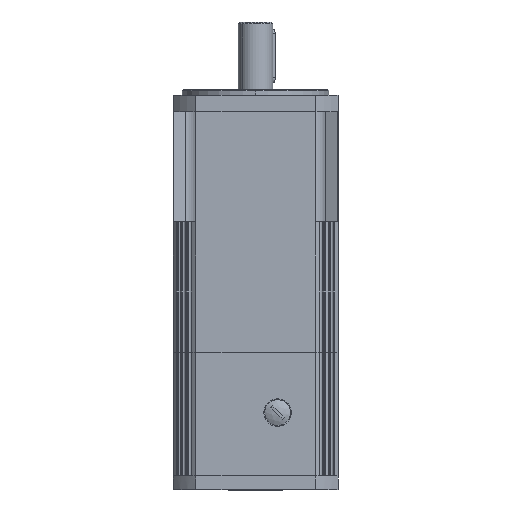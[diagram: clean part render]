
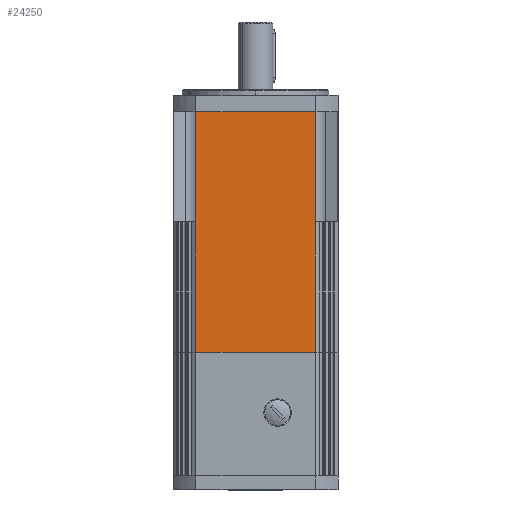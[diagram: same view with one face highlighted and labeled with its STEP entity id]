
A CAD part, front view. The second image highlights one B-rep face of the part: STEP entity #24250.
In plain terms, the highlighted planar face has unit normal (0, -1, 0).
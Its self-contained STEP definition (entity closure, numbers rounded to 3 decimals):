
#24211=CARTESIAN_POINT('',(32.485,-45.0,0.0));
#24212=DIRECTION('',(0.0,-1.0,0.0));
#24213=DIRECTION('',(0.0,0.0,-1.0));
#24214=AXIS2_PLACEMENT_3D('',#24211,#24212,#24213);
#24215=PLANE('',#24214);
#24216=CARTESIAN_POINT('',(32.485,-45.0,131.0));
#24217=VERTEX_POINT('',#24216);
#24218=CARTESIAN_POINT('',(-32.485,-45.0,131.0));
#24219=VERTEX_POINT('',#24218);
#24220=CARTESIAN_POINT('',(32.485,-45.0,131.0));
#24221=DIRECTION('',(-1.0,0.0,0.0));
#24222=VECTOR('',#24221,64.969);
#24223=LINE('',#24220,#24222);
#24224=EDGE_CURVE('',#24217,#24219,#24223,.T.);
#24225=ORIENTED_EDGE('',*,*,#24224,.T.);
#24226=CARTESIAN_POINT('',(-32.485,-45.0,0.0));
#24227=VERTEX_POINT('',#24226);
#24228=CARTESIAN_POINT('',(-32.485,-45.0,0.0));
#24229=DIRECTION('',(0.0,0.0,1.0));
#24230=VECTOR('',#24229,131.0);
#24231=LINE('',#24228,#24230);
#24232=EDGE_CURVE('',#24227,#24219,#24231,.T.);
#24233=ORIENTED_EDGE('',*,*,#24232,.F.);
#24234=CARTESIAN_POINT('',(32.485,-45.0,0.0));
#24235=VERTEX_POINT('',#24234);
#24236=CARTESIAN_POINT('',(-32.485,-45.0,0.0));
#24237=DIRECTION('',(1.0,0.0,0.0));
#24238=VECTOR('',#24237,64.969);
#24239=LINE('',#24236,#24238);
#24240=EDGE_CURVE('',#24227,#24235,#24239,.T.);
#24241=ORIENTED_EDGE('',*,*,#24240,.T.);
#24242=CARTESIAN_POINT('',(32.485,-45.0,0.0));
#24243=DIRECTION('',(0.0,0.0,1.0));
#24244=VECTOR('',#24243,131.0);
#24245=LINE('',#24242,#24244);
#24246=EDGE_CURVE('',#24235,#24217,#24245,.T.);
#24247=ORIENTED_EDGE('',*,*,#24246,.T.);
#24248=EDGE_LOOP('',(#24225,#24233,#24241,#24247));
#24249=FACE_OUTER_BOUND('',#24248,.T.);
#24250=ADVANCED_FACE('',(#24249),#24215,.T.);
